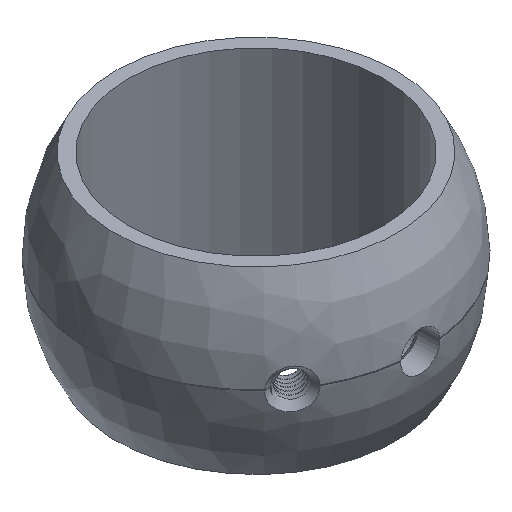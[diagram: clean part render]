
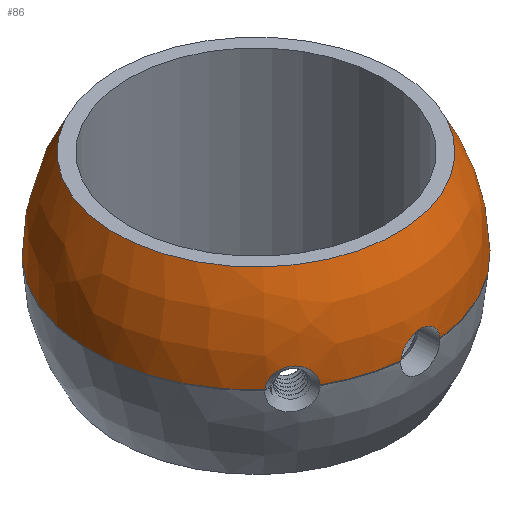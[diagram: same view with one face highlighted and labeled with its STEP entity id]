
A CAD part, isometric view. The second image highlights one B-rep face of the part: STEP entity #86.
In plain terms, the highlighted free-form (B-spline) face has degree [3, 3] with [4, 7] control points.
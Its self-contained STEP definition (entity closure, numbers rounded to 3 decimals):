
#45=(
BOUNDED_SURFACE()
B_SPLINE_SURFACE(3,3,((#611,#612,#613,#614,#615,#616,#617),(#618,#619,#620,
#621,#622,#623,#624),(#625,#626,#627,#628,#629,#630,#631),(#632,#633,#634,
#635,#636,#637,#638)),.UNSPECIFIED.,.F.,.T.,.F.)
B_SPLINE_SURFACE_WITH_KNOTS((4,4),(1,3,3,3,1),(0.,1.),(-0.5,0.,0.5,1.,1.5),
 .UNSPECIFIED.)
GEOMETRIC_REPRESENTATION_ITEM()
RATIONAL_B_SPLINE_SURFACE(((1.,0.333,0.333,1.,0.333,
0.333,1.),(0.976,0.325,0.325,
0.976,0.325,0.325,0.976),
(0.976,0.325,0.325,0.976,
0.325,0.325,0.976),(1.,0.333,
0.333,1.,0.333,0.333,1.)))
REPRESENTATION_ITEM('')
SURFACE()
);
#49=FACE_BOUND('',#127,.T.);
#50=FACE_BOUND('',#128,.T.);
#72=CIRCLE('',#359,27.51);
#75=CIRCLE('',#364,23.391);
#76=CIRCLE('',#365,27.51);
#86=ADVANCED_FACE('',(#49,#50),#45,.T.);
#127=EDGE_LOOP('',(#168));
#128=EDGE_LOOP('',(#169,#170,#171,#172));
#168=ORIENTED_EDGE('',*,*,#291,.T.);
#169=ORIENTED_EDGE('',*,*,#292,.T.);
#170=ORIENTED_EDGE('',*,*,#293,.T.);
#171=ORIENTED_EDGE('',*,*,#283,.T.);
#172=ORIENTED_EDGE('',*,*,#290,.F.);
#246=VERTEX_POINT('',#435);
#251=VERTEX_POINT('',#495);
#252=VERTEX_POINT('',#496);
#257=VERTEX_POINT('',#550);
#258=VERTEX_POINT('',#585);
#283=EDGE_CURVE('',#251,#252,#72,.T.);
#290=EDGE_CURVE('',#257,#252,#333,.T.);
#291=EDGE_CURVE('',#258,#258,#75,.T.);
#292=EDGE_CURVE('',#257,#246,#76,.T.);
#293=EDGE_CURVE('',#246,#251,#334,.T.);
#333=B_SPLINE_CURVE_WITH_KNOTS('',3,(#551,#552,#553,#554,#555,#556,#557,
#558,#559,#560,#561,#562,#563,#564,#565,#566,#567,#568,#569,#570,#571,#572,
#573,#574,#575,#576,#577,#578,#579,#580,#581,#582),.UNSPECIFIED.,.F.,.F.,
(4,2,2,2,2,2,2,2,2,2,2,2,2,2,2,4),(0.,0.062,0.125,0.188,0.25,
0.313,0.375,0.438,0.5,0.625,0.688,0.75,0.813,0.875,0.938,1.),
 .UNSPECIFIED.);
#334=B_SPLINE_CURVE_WITH_KNOTS('',3,(#587,#588,#589,#590,#591,#592,#593,
#594,#595,#596,#597,#598,#599,#600,#601,#602,#603,#604,#605,#606,#607,#608,
#609,#610),.UNSPECIFIED.,.F.,.F.,(4,2,2,2,2,2,2,2,2,2,2,4),(0.,0.062,
0.125,0.25,0.375,0.5,
0.563,0.625,0.75,0.813,0.875,1.),.UNSPECIFIED.);
#359=AXIS2_PLACEMENT_3D('',#494,#381,#382);
#364=AXIS2_PLACEMENT_3D('',#584,#391,#392);
#365=AXIS2_PLACEMENT_3D('',#586,#393,#394);
#381=DIRECTION('',(0.,0.,1.));
#382=DIRECTION('',(-1.,0.,0.));
#391=DIRECTION('',(0.,0.,-1.));
#392=DIRECTION('',(1.,0.,0.));
#393=DIRECTION('',(0.,0.,1.));
#394=DIRECTION('',(-1.,0.,0.));
#435=CARTESIAN_POINT('',(-18.718,-20.16,-14.796));
#494=CARTESIAN_POINT('',(0.,0.,-14.796));
#495=CARTESIAN_POINT('',(-13.389,-24.032,-14.796));
#496=CARTESIAN_POINT('',(-3.244,-27.318,-14.796));
#550=CARTESIAN_POINT('',(3.244,-27.318,-14.796));
#551=CARTESIAN_POINT('',(3.244,-27.318,-14.796));
#552=CARTESIAN_POINT('',(3.231,-27.319,-14.59));
#553=CARTESIAN_POINT('',(3.199,-27.32,-14.389));
#554=CARTESIAN_POINT('',(3.097,-27.323,-13.995));
#555=CARTESIAN_POINT('',(3.028,-27.324,-13.801));
#556=CARTESIAN_POINT('',(2.853,-27.327,-13.43));
#557=CARTESIAN_POINT('',(2.75,-27.329,-13.255));
#558=CARTESIAN_POINT('',(2.51,-27.331,-12.926));
#559=CARTESIAN_POINT('',(2.373,-27.333,-12.77));
#560=CARTESIAN_POINT('',(2.076,-27.335,-12.491));
#561=CARTESIAN_POINT('',(1.915,-27.337,-12.366));
#562=CARTESIAN_POINT('',(1.57,-27.339,-12.147));
#563=CARTESIAN_POINT('',(1.385,-27.34,-12.053));
#564=CARTESIAN_POINT('',(1.007,-27.341,-11.903));
#565=CARTESIAN_POINT('',(0.812,-27.342,-11.846));
#566=CARTESIAN_POINT('',(0.409,-27.343,-11.769));
#567=CARTESIAN_POINT('',(0.204,-27.343,-11.75));
#568=CARTESIAN_POINT('',(-0.406,-27.343,-11.75));
#569=CARTESIAN_POINT('',(-0.817,-27.342,-11.828));
#570=CARTESIAN_POINT('',(-1.384,-27.34,-12.053));
#571=CARTESIAN_POINT('',(-1.569,-27.339,-12.146));
#572=CARTESIAN_POINT('',(-1.914,-27.337,-12.366));
#573=CARTESIAN_POINT('',(-2.075,-27.335,-12.49));
#574=CARTESIAN_POINT('',(-2.372,-27.333,-12.769));
#575=CARTESIAN_POINT('',(-2.51,-27.331,-12.925));
#576=CARTESIAN_POINT('',(-2.749,-27.329,-13.255));
#577=CARTESIAN_POINT('',(-2.853,-27.327,-13.43));
#578=CARTESIAN_POINT('',(-3.027,-27.324,-13.799));
#579=CARTESIAN_POINT('',(-3.097,-27.323,-13.994));
#580=CARTESIAN_POINT('',(-3.199,-27.32,-14.389));
#581=CARTESIAN_POINT('',(-3.231,-27.319,-14.59));
#582=CARTESIAN_POINT('',(-3.244,-27.318,-14.796));
#584=CARTESIAN_POINT('',(0.,0.,0.));
#585=CARTESIAN_POINT('',(23.391,0.,0.));
#586=CARTESIAN_POINT('',(0.,0.,-14.796));
#587=CARTESIAN_POINT('',(-18.72,-20.158,-14.796));
#588=CARTESIAN_POINT('',(-18.71,-20.167,-14.589));
#589=CARTESIAN_POINT('',(-18.684,-20.188,-14.386));
#590=CARTESIAN_POINT('',(-18.602,-20.251,-13.988));
#591=CARTESIAN_POINT('',(-18.546,-20.293,-13.794));
#592=CARTESIAN_POINT('',(-18.33,-20.456,-13.218));
#593=CARTESIAN_POINT('',(-18.136,-20.6,-12.886));
#594=CARTESIAN_POINT('',(-17.648,-20.962,-12.32));
#595=CARTESIAN_POINT('',(-17.368,-21.169,-12.101));
#596=CARTESIAN_POINT('',(-16.73,-21.636,-11.788));
#597=CARTESIAN_POINT('',(-16.402,-21.875,-11.71));
#598=CARTESIAN_POINT('',(-15.899,-22.241,-11.71));
#599=CARTESIAN_POINT('',(-15.733,-22.361,-11.729));
#600=CARTESIAN_POINT('',(-15.406,-22.598,-11.807));
#601=CARTESIAN_POINT('',(-15.243,-22.716,-11.866));
#602=CARTESIAN_POINT('',(-14.766,-23.059,-12.099));
#603=CARTESIAN_POINT('',(-14.482,-23.262,-12.32));
#604=CARTESIAN_POINT('',(-14.112,-23.526,-12.743));
#605=CARTESIAN_POINT('',(-14.001,-23.605,-12.897));
#606=CARTESIAN_POINT('',(-13.804,-23.744,-13.23));
#607=CARTESIAN_POINT('',(-13.717,-23.806,-13.411));
#608=CARTESIAN_POINT('',(-13.496,-23.96,-13.983));
#609=CARTESIAN_POINT('',(-13.411,-24.019,-14.381));
#610=CARTESIAN_POINT('',(-13.387,-24.033,-14.796));
#611=CARTESIAN_POINT('',(-27.51,0.,-14.796));
#612=CARTESIAN_POINT('',(-27.51,55.02,-14.796));
#613=CARTESIAN_POINT('',(27.51,55.02,-14.796));
#614=CARTESIAN_POINT('',(27.51,0.,-14.796));
#615=CARTESIAN_POINT('',(27.51,-55.02,-14.796));
#616=CARTESIAN_POINT('',(-27.51,-55.02,-14.796));
#617=CARTESIAN_POINT('',(-27.51,0.,-14.796));
#618=CARTESIAN_POINT('',(-27.5,0.,-9.55));
#619=CARTESIAN_POINT('',(-27.5,55.,-9.55));
#620=CARTESIAN_POINT('',(27.5,55.,-9.55));
#621=CARTESIAN_POINT('',(27.5,0.,-9.55));
#622=CARTESIAN_POINT('',(27.5,-55.,-9.55));
#623=CARTESIAN_POINT('',(-27.5,-55.,-9.55));
#624=CARTESIAN_POINT('',(-27.5,0.,-9.55));
#625=CARTESIAN_POINT('',(-26.093,0.,-4.496));
#626=CARTESIAN_POINT('',(-26.093,52.187,-4.496));
#627=CARTESIAN_POINT('',(26.093,52.187,-4.496));
#628=CARTESIAN_POINT('',(26.093,0.,-4.496));
#629=CARTESIAN_POINT('',(26.093,-52.187,-4.496));
#630=CARTESIAN_POINT('',(-26.093,-52.187,-4.496));
#631=CARTESIAN_POINT('',(-26.093,0.,-4.496));
#632=CARTESIAN_POINT('',(-23.391,0.,0.));
#633=CARTESIAN_POINT('',(-23.391,46.783,0.));
#634=CARTESIAN_POINT('',(23.391,46.783,0.));
#635=CARTESIAN_POINT('',(23.391,0.,0.));
#636=CARTESIAN_POINT('',(23.391,-46.783,0.));
#637=CARTESIAN_POINT('',(-23.391,-46.783,0.));
#638=CARTESIAN_POINT('',(-23.391,0.,0.));
